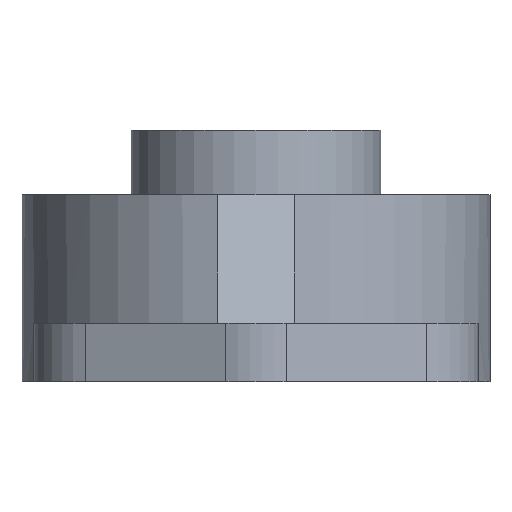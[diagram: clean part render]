
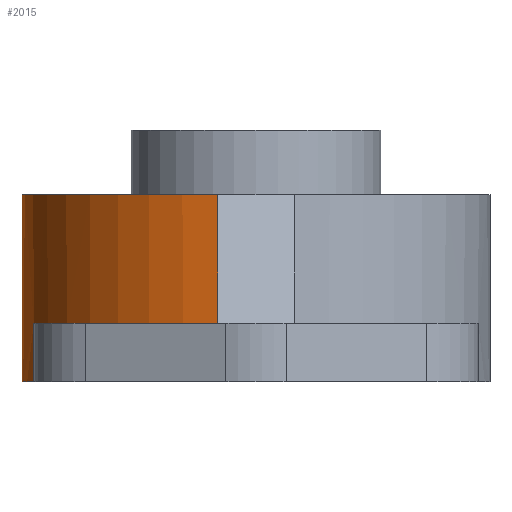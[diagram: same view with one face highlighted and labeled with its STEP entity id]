
A CAD part, front view. The second image highlights one B-rep face of the part: STEP entity #2015.
In plain terms, the highlighted cylindrical face has radius 31.75 mm (diameter 63.5 mm), a partial arc.
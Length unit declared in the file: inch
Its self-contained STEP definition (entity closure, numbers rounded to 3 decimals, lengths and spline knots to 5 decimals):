
#869 = DIRECTION ( 'NONE',  ( -1., 0., 0. ) ) ;
#870 = DIRECTION ( 'NONE',  ( 0., 0., -1. ) ) ;
#873 = CARTESIAN_POINT ( 'NONE',  ( -0.20313, -1.23339, 1. ) ) ;
#875 = DIRECTION ( 'NONE',  ( -1., 0., 0. ) ) ;
#877 = CYLINDRICAL_SURFACE ( 'NONE', #922, 1.25 ) ;
#878 = CARTESIAN_POINT ( 'NONE',  ( 0., 0., 0. ) ) ;
#884 = CARTESIAN_POINT ( 'NONE',  ( -0.20313, -1.23339, 0.3125 ) ) ;
#886 = CARTESIAN_POINT ( 'NONE',  ( -1.1875, -0.39031, 0.3125 ) ) ;
#903 = VECTOR ( 'NONE', #1031, 39.37008 ) ;
#916 = CARTESIAN_POINT ( 'NONE',  ( 0., 0., 1. ) ) ;
#917 = DIRECTION ( 'NONE',  ( 0., 0., -1. ) ) ;
#918 = VECTOR ( 'NONE', #917, 39.37008 ) ;
#919 = CARTESIAN_POINT ( 'NONE',  ( -1.25, 0., 0. ) ) ;
#920 = LINE ( 'NONE', #919, #918 ) ;
#922 = AXIS2_PLACEMENT_3D ( 'NONE', #878, #870, #869 ) ;
#926 = AXIS2_PLACEMENT_3D ( 'NONE', #916, #927, #875 ) ;
#927 = DIRECTION ( 'NONE',  ( 0., 0., -1. ) ) ;
#929 = DIRECTION ( 'NONE',  ( -1., 0., 0. ) ) ;
#930 = DIRECTION ( 'NONE',  ( 0., 0., -1. ) ) ;
#931 = AXIS2_PLACEMENT_3D ( 'NONE', #943, #930, #929 ) ;
#932 = FACE_OUTER_BOUND ( 'NONE', #2066, .T. ) ;
#942 = CARTESIAN_POINT ( 'NONE',  ( -1.25, 0., 0. ) ) ;
#943 = CARTESIAN_POINT ( 'NONE',  ( 0., 0., 0. ) ) ;
#982 = DIRECTION ( 'NONE',  ( 0., 0., -1. ) ) ;
#988 = VECTOR ( 'NONE', #982, 39.37008 ) ;
#989 = CARTESIAN_POINT ( 'NONE',  ( -0.20313, -1.23339, 0. ) ) ;
#990 = LINE ( 'NONE', #989, #988 ) ;
#998 = CIRCLE ( 'NONE', #926, 1.25 ) ;
#999 = CARTESIAN_POINT ( 'NONE',  ( -1.25, 0., 1. ) ) ;
#1002 = CIRCLE ( 'NONE', #931, 1.25 ) ;
#1030 = LINE ( 'NONE', #1032, #903 ) ;
#1031 = DIRECTION ( 'NONE',  ( 0., 0., -1. ) ) ;
#1032 = CARTESIAN_POINT ( 'NONE',  ( -1.1875, -0.39031, 0.3125 ) ) ;
#1061 = DIRECTION ( 'NONE',  ( 0., 0., -1. ) ) ;
#1066 = CIRCLE ( 'NONE', #1091, 1.25 ) ;
#1091 = AXIS2_PLACEMENT_3D ( 'NONE', #1137, #1061, #1104 ) ;
#1104 = DIRECTION ( 'NONE',  ( 1., 0., 0. ) ) ;
#1137 = CARTESIAN_POINT ( 'NONE',  ( 0., 0., 0.3125 ) ) ;
#1285 = CARTESIAN_POINT ( 'NONE',  ( -1.1875, -0.39031, 0. ) ) ;
#1936 = ORIENTED_EDGE ( 'NONE', *, *, #2065, .F. ) ;
#1937 = EDGE_CURVE ( 'NONE', #1938, #2163, #1030, .T. ) ;
#1938 = VERTEX_POINT ( 'NONE', #886 ) ;
#1939 = ORIENTED_EDGE ( 'NONE', *, *, #1942, .F. ) ;
#1942 = EDGE_CURVE ( 'NONE', #2020, #1966, #990, .T. ) ;
#1966 = VERTEX_POINT ( 'NONE', #884 ) ;
#2007 = EDGE_CURVE ( 'NONE', #2163, #2011, #1002, .T. ) ;
#2008 = VERTEX_POINT ( 'NONE', #999 ) ;
#2011 = VERTEX_POINT ( 'NONE', #942 ) ;
#2012 = EDGE_CURVE ( 'NONE', #2008, #2011, #920, .T. ) ;
#2013 = EDGE_CURVE ( 'NONE', #2020, #2008, #998, .T. ) ;
#2015 = ADVANCED_FACE ( 'NONE', ( #932 ), #877, .T. ) ;
#2016 = ORIENTED_EDGE ( 'NONE', *, *, #2012, .T. ) ;
#2017 = ORIENTED_EDGE ( 'NONE', *, *, #2013, .T. ) ;
#2018 = ORIENTED_EDGE ( 'NONE', *, *, #1937, .F. ) ;
#2019 = ORIENTED_EDGE ( 'NONE', *, *, #2007, .F. ) ;
#2020 = VERTEX_POINT ( 'NONE', #873 ) ;
#2065 = EDGE_CURVE ( 'NONE', #1966, #1938, #1066, .T. ) ;
#2066 = EDGE_LOOP ( 'NONE', ( #2017, #2016, #2019, #2018, #1936, #1939 ) ) ;
#2163 = VERTEX_POINT ( 'NONE', #1285 ) ;
